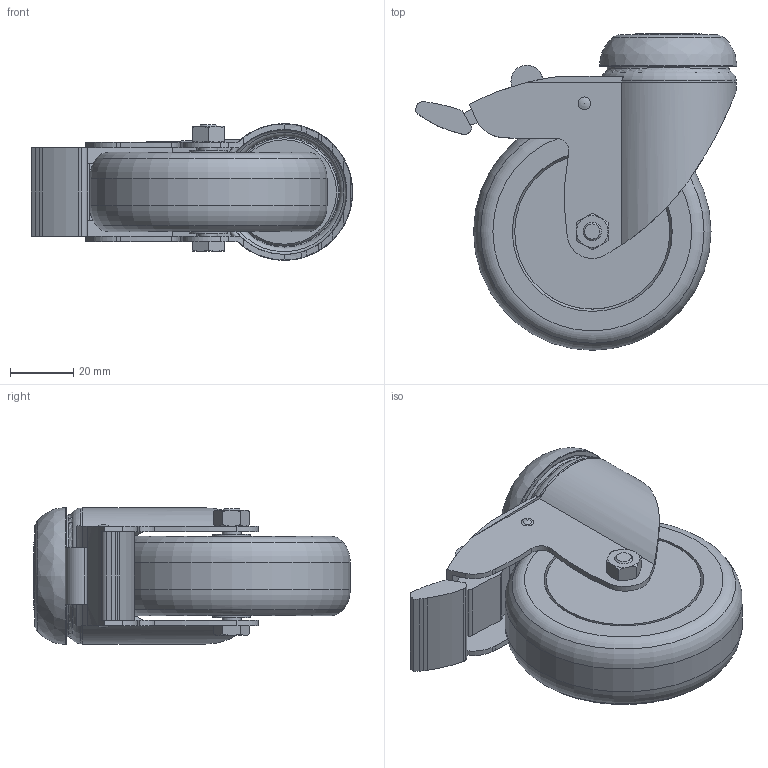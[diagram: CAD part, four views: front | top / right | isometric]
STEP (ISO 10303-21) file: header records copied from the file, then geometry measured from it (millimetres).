
FILE_DESCRIPTION((''),'2;1');
FILE_NAME('AR3488.stp','2016-08-05T15:41:56',('Envy'),(''),'Autodesk Inventor 2013','Autodesk Inventor 2013','');
FILE_SCHEMA(('AUTOMOTIVE_DESIGN { 1 0 10303 214 1 1 1 1 }'));
Length unit declared in the file: millimetre
Products named in the file (3): AR3488; AR3488 I; AR3488 II
Assembly tree (2 placements, depth 2):
  AR3488
    AR3488 I
    AR3488 II
Bounding box: 101.6 x 100 x 43.31 mm (x, y, z)
Volume: 110933.1 mm3; surface area: 50895.8 mm2
Topology: 2 solids, 2 shells, 213 faces, 517 edges, 331 vertices
Faces by surface type: plane 82, cylinder 79, torus 27, cone 22, bspline 3
Full cylindrical faces by diameter (mm): 2.5 x4, 6 x1, 8.1 x1, 11 x1, 11.999 x2, 12 x2, 15.999 x2, 16 x1, 20.9 x1, 21.2 x1, 33 x1, 38.5 x1, 39.5 x1, 40.312 x1, 43.312 x1, 49 x2, 50.5 x2, 75 x1
Entity records: 6370 total; most frequent: CARTESIAN_POINT 1375, DIRECTION 1010, ORIENTED_EDGE 892, EDGE_CURVE 446, AXIS2_PLACEMENT_3D 419, VERTEX_POINT 319, EDGE_LOOP 303, FACE_OUTER_BOUND 212
